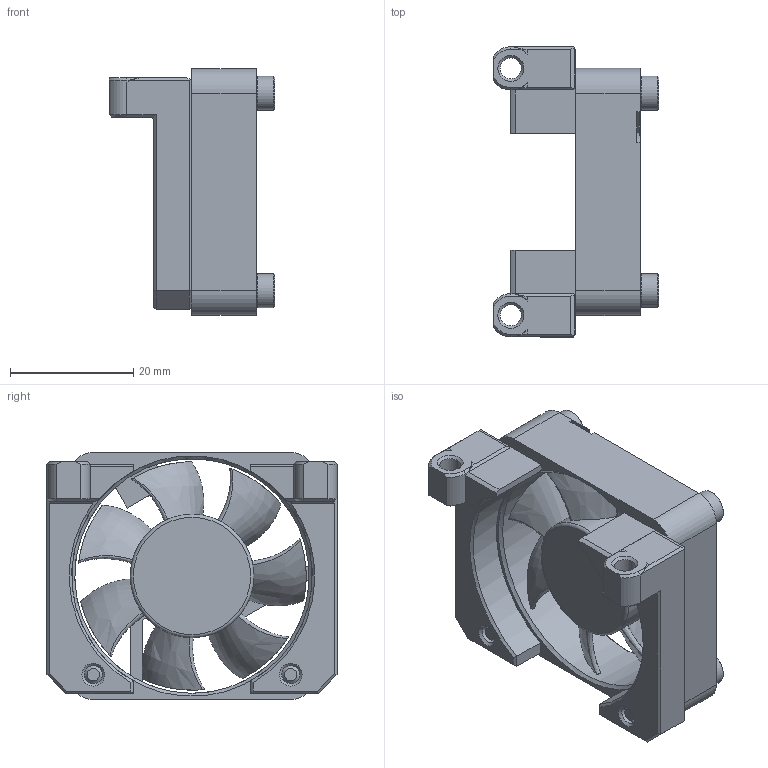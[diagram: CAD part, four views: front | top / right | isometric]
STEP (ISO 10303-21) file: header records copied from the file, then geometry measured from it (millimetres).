
FILE_DESCRIPTION(/* description */ (''),/* implementation_level */ '2;1');
FILE_NAME(/* name */ 'SlottedSkirtControllerFan.step',/* time_stamp */ '2022-09-09T10:43:41-07:00',/* author */ (''),/* organization */ (''),/* preprocessor_version */ 'ST-DEVELOPER v19',/* originating_system */ 'Autodesk Translation Framework v11.7.0.108',/* authorisation */ '');
FILE_SCHEMA (('AUTOMOTIVE_DESIGN { 1 0 10303 214 3 1 1 }'));
Length unit declared in the file: millimetre
Products named in the file (4): (Unsaved); 40mmSkirtFan; 4010_axial_fan; m3x16SHCS
Assembly tree (6 placements, depth 3):
  (Unsaved)
    40mmSkirtFan
      4010_axial_fan
    m3x16SHCS  x4
Bounding box: 26.88 x 47 x 40 mm (x, y, z)
Volume: 13005.1 mm3; surface area: 11182 mm2
Topology: 7 solids, 7 shells, 260 faces, 599 edges, 368 vertices
Faces by surface type: plane 135, cone 60, cylinder 50, bspline 14, torus 1
Full cylindrical faces by diameter (mm): 2.9 x4, 3 x4, 3.4 x2, 3.45 x4, 5.5 x4, 18.8 x1, 19.2 x1, 20 x1, 38 x1
Entity records: 12318 total; most frequent: CARTESIAN_POINT 7586, ORIENTED_EDGE 976, DIRECTION 928, EDGE_CURVE 488, AXIS2_PLACEMENT_3D 330, VERTEX_POINT 308, LINE 268, VECTOR 268
